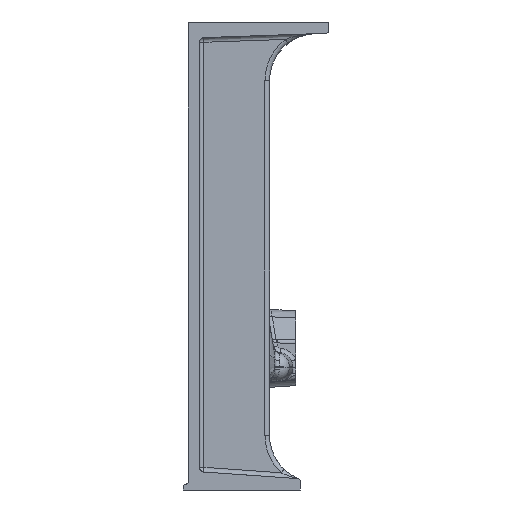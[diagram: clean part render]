
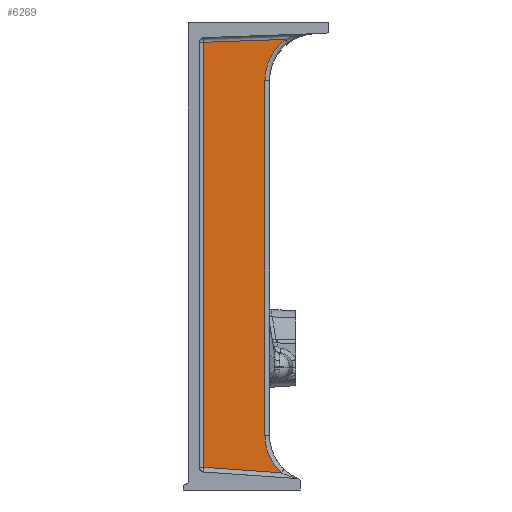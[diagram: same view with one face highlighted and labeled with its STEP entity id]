
A CAD part, left-side view. The second image highlights one B-rep face of the part: STEP entity #6269.
In plain terms, the highlighted planar face has unit normal (-1, -0.018, 0).
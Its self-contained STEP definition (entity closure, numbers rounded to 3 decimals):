
#721 = ORIENTED_EDGE ( 'NONE', *, *, #10845, .T. ) ;
#917 = CARTESIAN_POINT ( 'NONE',  ( -1057.222, -17., 213.356 ) ) ;
#1082 = AXIS2_PLACEMENT_3D ( 'NONE', #22099, #19356, #13898 ) ;
#2115 = CARTESIAN_POINT ( 'NONE',  ( -1055.467, -117.558, -247.823 ) ) ;
#2390 = CARTESIAN_POINT ( 'NONE',  ( -1055.788, -99.164, -246.537 ) ) ;
#5362 = LINE ( 'NONE', #29600, #20264 ) ;
#6269 = ADVANCED_FACE ( 'NONE', ( #24655 ), #35787, .T. ) ;
#6414 = CARTESIAN_POINT ( 'NONE',  ( -1056.086, -82.097, -206.716 ) ) ;
#7618 = VERTEX_POINT ( 'NONE', #15320 ) ;
#8177 = CARTESIAN_POINT ( 'NONE',  ( -1057.223, -16.913, -240.785 ) ) ;
#9115 = CARTESIAN_POINT ( 'NONE',  ( -1055.704, -103.939, 216.392 ) ) ;
#9176 = ORIENTED_EDGE ( 'NONE', *, *, #27661, .T. ) ;
#10845 = EDGE_CURVE ( 'NONE', #19198, #19762, #33107, .T. ) ;
#10877 = ORIENTED_EDGE ( 'NONE', *, *, #17859, .T. ) ;
#11090 = CARTESIAN_POINT ( 'NONE',  ( -1055.704, -103.939, 216.392 ) ) ;
#11463 = VERTEX_POINT ( 'NONE', #6414 ) ;
#11662 = CARTESIAN_POINT ( 'NONE',  ( -1057.223, -16.913, -240.785 ) ) ;
#12236 = EDGE_CURVE ( 'NONE', #14893, #30023, #14250, .T. ) ;
#12379 = CARTESIAN_POINT ( 'NONE',  ( -1056.086, -82.097, 172.516 ) ) ;
#13721 = EDGE_CURVE ( 'NONE', #30023, #7618, #20406, .T. ) ;
#13898 = DIRECTION ( 'NONE',  ( 0.017, -1., 0. ) ) ;
#14250 =( BOUNDED_CURVE ( )  B_SPLINE_CURVE ( 3, ( #12379, #23494, #31886, #9115 ),
 .UNSPECIFIED., .F., .T. ) 
 B_SPLINE_CURVE_WITH_KNOTS ( ( 4, 4 ),
 ( 0., 0.924 ),
 .UNSPECIFIED. ) 
 CURVE ( )  GEOMETRIC_REPRESENTATION_ITEM ( )  RATIONAL_B_SPLINE_CURVE ( ( 1., 0.93, 0.93, 1. ) ) 
 REPRESENTATION_ITEM ( '' )  );
#14270 = VECTOR ( 'NONE', #19280, 1000. ) ;
#14893 = VERTEX_POINT ( 'NONE', #21032 ) ;
#15063 = CARTESIAN_POINT ( 'NONE',  ( -1055.788, -99.164, -246.537 ) ) ;
#15320 = CARTESIAN_POINT ( 'NONE',  ( -1057.223, -16.913, 213.352 ) ) ;
#15421 = VECTOR ( 'NONE', #16686, 1000. ) ;
#16686 = DIRECTION ( 'NONE',  ( 0.017, -0.997, -0.07 ) ) ;
#17859 = EDGE_CURVE ( 'NONE', #19762, #11463, #28722, .T. ) ;
#19198 = VERTEX_POINT ( 'NONE', #11662 ) ;
#19280 = DIRECTION ( 'NONE',  ( 0., 0., -1. ) ) ;
#19356 = DIRECTION ( 'NONE',  ( -1., -0.017, 0. ) ) ;
#19533 = VECTOR ( 'NONE', #20228, 1000. ) ;
#19762 = VERTEX_POINT ( 'NONE', #15063 ) ;
#20228 = DIRECTION ( 'NONE',  ( -0.017, 0.999, -0.035 ) ) ;
#20264 = VECTOR ( 'NONE', #29777, 1000. ) ;
#20406 = LINE ( 'NONE', #917, #19533 ) ;
#21032 = CARTESIAN_POINT ( 'NONE',  ( -1056.086, -82.097, 172.516 ) ) ;
#21182 = ORIENTED_EDGE ( 'NONE', *, *, #30008, .T. ) ;
#22099 = CARTESIAN_POINT ( 'NONE',  ( -1057.196, -18.453, 298.571 ) ) ;
#23494 = CARTESIAN_POINT ( 'NONE',  ( -1056.086, -82.097, 190.08 ) ) ;
#24143 = ORIENTED_EDGE ( 'NONE', *, *, #13721, .T. ) ;
#24655 = FACE_OUTER_BOUND ( 'NONE', #27928, .T. ) ;
#24794 = CARTESIAN_POINT ( 'NONE',  ( -1056.086, -82.097, -206.716 ) ) ;
#25303 = LINE ( 'NONE', #8177, #14270 ) ;
#27661 = EDGE_CURVE ( 'NONE', #11463, #14893, #5362, .T. ) ;
#27928 = EDGE_LOOP ( 'NONE', ( #9176, #30688, #24143, #21182, #721, #10877 ) ) ;
#28722 =( BOUNDED_CURVE ( )  B_SPLINE_CURVE ( 3, ( #2390, #33194, #30435, #24794 ),
 .UNSPECIFIED., .F., .T. ) 
 B_SPLINE_CURVE_WITH_KNOTS ( ( 4, 4 ),
 ( 5.473, 6.283 ),
 .UNSPECIFIED. ) 
 CURVE ( )  GEOMETRIC_REPRESENTATION_ITEM ( )  RATIONAL_B_SPLINE_CURVE ( ( 1., 0.946, 0.946, 1. ) ) 
 REPRESENTATION_ITEM ( '' )  );
#29600 = CARTESIAN_POINT ( 'NONE',  ( -1056.086, -82.097, 298.571 ) ) ;
#29777 = DIRECTION ( 'NONE',  ( 0., 0., 1. ) ) ;
#30008 = EDGE_CURVE ( 'NONE', #7618, #19198, #25303, .T. ) ;
#30023 = VERTEX_POINT ( 'NONE', #11090 ) ;
#30435 = CARTESIAN_POINT ( 'NONE',  ( -1056.086, -82.097, -221.98 ) ) ;
#30688 = ORIENTED_EDGE ( 'NONE', *, *, #12236, .T. ) ;
#31886 = CARTESIAN_POINT ( 'NONE',  ( -1055.949, -89.925, 205.804 ) ) ;
#33107 = LINE ( 'NONE', #2115, #15421 ) ;
#33194 = CARTESIAN_POINT ( 'NONE',  ( -1055.981, -88.11, -236.01 ) ) ;
#35787 = PLANE ( 'NONE',  #1082 ) ;
